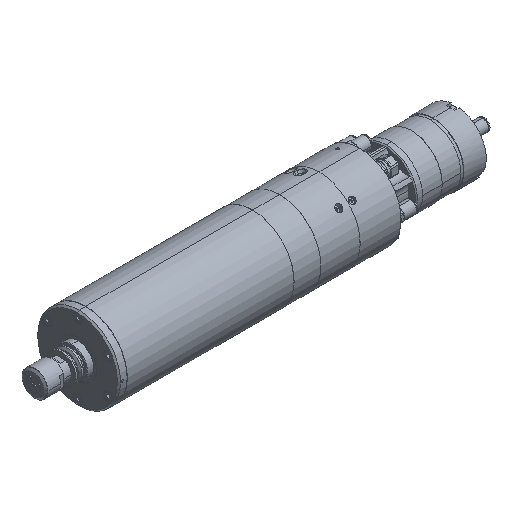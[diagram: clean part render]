
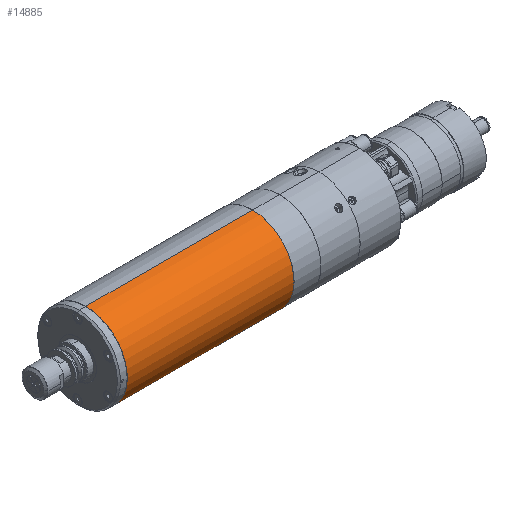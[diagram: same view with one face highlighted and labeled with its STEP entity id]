
A CAD part, isometric view. The second image highlights one B-rep face of the part: STEP entity #14885.
In plain terms, the highlighted cylindrical face has radius 40 mm (diameter 80 mm), a partial arc.
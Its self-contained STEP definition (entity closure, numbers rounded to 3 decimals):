
#222 = CARTESIAN_POINT ( 'NONE',  ( -32.9, 0., 40. ) ) ;
#383 = DIRECTION ( 'NONE',  ( 1., 0., 0. ) ) ;
#384 = VECTOR ( 'NONE', #383, 1000. ) ;
#385 = CARTESIAN_POINT ( 'NONE',  ( -32.9, 0., 40. ) ) ;
#386 = LINE ( 'NONE', #385, #384 ) ;
#387 = CARTESIAN_POINT ( 'NONE',  ( -32.9, 0., -40. ) ) ;
#559 = DIRECTION ( 'NONE',  ( 1., 0., 0. ) ) ;
#560 = VECTOR ( 'NONE', #559, 1000. ) ;
#561 = CARTESIAN_POINT ( 'NONE',  ( -32.9, 0., -40. ) ) ;
#562 = LINE ( 'NONE', #561, #560 ) ;
#569 = CARTESIAN_POINT ( 'NONE',  ( -193.9, 0., -40. ) ) ;
#774 = DIRECTION ( 'NONE',  ( 0., 0., -1. ) ) ;
#775 = DIRECTION ( 'NONE',  ( 1., 0., 0. ) ) ;
#776 = AXIS2_PLACEMENT_3D ( 'NONE', #777, #775, #774 ) ;
#777 = CARTESIAN_POINT ( 'NONE',  ( -32.9, 0., 0. ) ) ;
#778 = CYLINDRICAL_SURFACE ( 'NONE', #776, 40. ) ;
#779 = FACE_OUTER_BOUND ( 'NONE', #14886, .T. ) ;
#780 = DIRECTION ( 'NONE',  ( 0., 0., -1. ) ) ;
#781 = DIRECTION ( 'NONE',  ( 1., 0., 0. ) ) ;
#782 = AXIS2_PLACEMENT_3D ( 'NONE', #789, #781, #780 ) ;
#783 = CIRCLE ( 'NONE', #782, 40. ) ;
#789 = CARTESIAN_POINT ( 'NONE',  ( -193.9, 0., 0. ) ) ;
#876 = DIRECTION ( 'NONE',  ( 0., 0., -1. ) ) ;
#877 = DIRECTION ( 'NONE',  ( 1., 0., 0. ) ) ;
#878 = CARTESIAN_POINT ( 'NONE',  ( -32.9, 0., 0. ) ) ;
#879 = AXIS2_PLACEMENT_3D ( 'NONE', #878, #877, #876 ) ;
#880 = CIRCLE ( 'NONE', #879, 40. ) ;
#2433 = CARTESIAN_POINT ( 'NONE',  ( -193.9, 0., 40. ) ) ;
#14619 = VERTEX_POINT ( 'NONE', #222 ) ;
#14695 = VERTEX_POINT ( 'NONE', #387 ) ;
#14698 = EDGE_CURVE ( 'NONE', #15667, #14619, #386, .T. ) ;
#14770 = VERTEX_POINT ( 'NONE', #569 ) ;
#14777 = EDGE_CURVE ( 'NONE', #14770, #14695, #562, .T. ) ;
#14884 = EDGE_CURVE ( 'NONE', #15667, #14770, #783, .T. ) ;
#14885 = ADVANCED_FACE ( 'NONE', ( #779 ), #778, .T. ) ;
#14886 = EDGE_LOOP ( 'NONE', ( #14887, #14888, #14936, #14937 ) ) ;
#14887 = ORIENTED_EDGE ( 'NONE', *, *, #14698, .F. ) ;
#14888 = ORIENTED_EDGE ( 'NONE', *, *, #14884, .T. ) ;
#14936 = ORIENTED_EDGE ( 'NONE', *, *, #14777, .T. ) ;
#14937 = ORIENTED_EDGE ( 'NONE', *, *, #14938, .F. ) ;
#14938 = EDGE_CURVE ( 'NONE', #14619, #14695, #880, .T. ) ;
#15667 = VERTEX_POINT ( 'NONE', #2433 ) ;
